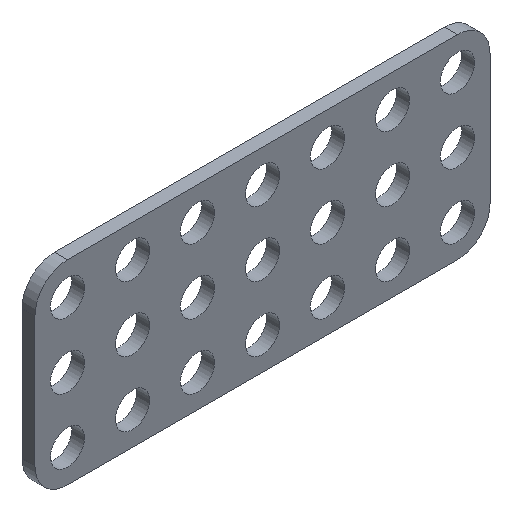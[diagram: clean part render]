
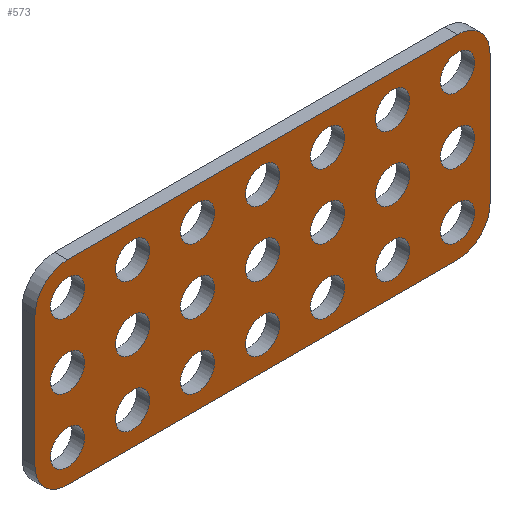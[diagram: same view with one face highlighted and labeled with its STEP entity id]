
A CAD part, isometric view. The second image highlights one B-rep face of the part: STEP entity #573.
In plain terms, the highlighted planar face has unit normal (0, -1, 0).
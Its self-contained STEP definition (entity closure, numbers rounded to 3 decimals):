
#61=FACE_BOUND('',#157,.T.);
#62=FACE_BOUND('',#158,.T.);
#63=FACE_BOUND('',#159,.T.);
#64=FACE_BOUND('',#160,.T.);
#65=FACE_BOUND('',#161,.T.);
#66=FACE_BOUND('',#162,.T.);
#67=FACE_BOUND('',#163,.T.);
#68=FACE_BOUND('',#164,.T.);
#69=FACE_BOUND('',#165,.T.);
#70=FACE_BOUND('',#166,.T.);
#71=FACE_BOUND('',#167,.T.);
#72=FACE_BOUND('',#168,.T.);
#73=FACE_BOUND('',#169,.T.);
#74=FACE_BOUND('',#170,.T.);
#75=FACE_BOUND('',#171,.T.);
#76=FACE_BOUND('',#172,.T.);
#77=FACE_BOUND('',#173,.T.);
#78=FACE_BOUND('',#174,.T.);
#79=FACE_BOUND('',#175,.T.);
#80=FACE_BOUND('',#176,.T.);
#81=FACE_BOUND('',#177,.T.);
#104=FACE_OUTER_BOUND('',#156,.T.);
#156=EDGE_LOOP('',(#463,#464,#465,#466,#467,#468,#469,#470));
#157=EDGE_LOOP('',(#471));
#158=EDGE_LOOP('',(#472));
#159=EDGE_LOOP('',(#473));
#160=EDGE_LOOP('',(#474));
#161=EDGE_LOOP('',(#475));
#162=EDGE_LOOP('',(#476));
#163=EDGE_LOOP('',(#477));
#164=EDGE_LOOP('',(#478));
#165=EDGE_LOOP('',(#479));
#166=EDGE_LOOP('',(#480));
#167=EDGE_LOOP('',(#481));
#168=EDGE_LOOP('',(#482));
#169=EDGE_LOOP('',(#483));
#170=EDGE_LOOP('',(#484));
#171=EDGE_LOOP('',(#485));
#172=EDGE_LOOP('',(#486));
#173=EDGE_LOOP('',(#487));
#174=EDGE_LOOP('',(#488));
#175=EDGE_LOOP('',(#489));
#176=EDGE_LOOP('',(#490));
#177=EDGE_LOOP('',(#491));
#232=LINE('',#931,#248);
#233=LINE('',#935,#249);
#234=LINE('',#939,#250);
#235=LINE('',#942,#251);
#248=VECTOR('',#748,16.);
#249=VECTOR('',#751,48.);
#250=VECTOR('',#754,16.);
#251=VECTOR('',#757,48.);
#285=CIRCLE('',#632,4.);
#286=CIRCLE('',#633,4.);
#287=CIRCLE('',#634,4.);
#288=CIRCLE('',#635,4.);
#289=CIRCLE('',#636,2.1);
#290=CIRCLE('',#637,2.1);
#291=CIRCLE('',#638,2.1);
#292=CIRCLE('',#639,2.1);
#293=CIRCLE('',#640,2.1);
#294=CIRCLE('',#641,2.1);
#295=CIRCLE('',#642,2.1);
#296=CIRCLE('',#643,2.1);
#297=CIRCLE('',#644,2.1);
#298=CIRCLE('',#645,2.1);
#299=CIRCLE('',#646,2.1);
#300=CIRCLE('',#647,2.1);
#301=CIRCLE('',#648,2.1);
#302=CIRCLE('',#649,2.1);
#303=CIRCLE('',#650,2.1);
#304=CIRCLE('',#651,2.1);
#305=CIRCLE('',#652,2.1);
#306=CIRCLE('',#653,2.1);
#307=CIRCLE('',#654,2.1);
#308=CIRCLE('',#655,2.1);
#309=CIRCLE('',#656,2.1);
#339=VERTEX_POINT('',#927);
#340=VERTEX_POINT('',#928);
#341=VERTEX_POINT('',#930);
#342=VERTEX_POINT('',#932);
#343=VERTEX_POINT('',#934);
#344=VERTEX_POINT('',#936);
#345=VERTEX_POINT('',#938);
#346=VERTEX_POINT('',#940);
#347=VERTEX_POINT('',#943);
#348=VERTEX_POINT('',#945);
#349=VERTEX_POINT('',#947);
#350=VERTEX_POINT('',#949);
#351=VERTEX_POINT('',#951);
#352=VERTEX_POINT('',#953);
#353=VERTEX_POINT('',#955);
#354=VERTEX_POINT('',#957);
#355=VERTEX_POINT('',#959);
#356=VERTEX_POINT('',#961);
#357=VERTEX_POINT('',#963);
#358=VERTEX_POINT('',#965);
#359=VERTEX_POINT('',#967);
#360=VERTEX_POINT('',#969);
#361=VERTEX_POINT('',#971);
#362=VERTEX_POINT('',#973);
#363=VERTEX_POINT('',#975);
#364=VERTEX_POINT('',#977);
#365=VERTEX_POINT('',#979);
#366=VERTEX_POINT('',#981);
#367=VERTEX_POINT('',#983);
#397=EDGE_CURVE('',#339,#340,#285,.T.);
#398=EDGE_CURVE('',#340,#341,#232,.T.);
#399=EDGE_CURVE('',#341,#342,#286,.T.);
#400=EDGE_CURVE('',#342,#343,#233,.T.);
#401=EDGE_CURVE('',#343,#344,#287,.T.);
#402=EDGE_CURVE('',#344,#345,#234,.T.);
#403=EDGE_CURVE('',#345,#346,#288,.T.);
#404=EDGE_CURVE('',#346,#339,#235,.T.);
#405=EDGE_CURVE('',#347,#347,#289,.T.);
#406=EDGE_CURVE('',#348,#348,#290,.T.);
#407=EDGE_CURVE('',#349,#349,#291,.T.);
#408=EDGE_CURVE('',#350,#350,#292,.T.);
#409=EDGE_CURVE('',#351,#351,#293,.T.);
#410=EDGE_CURVE('',#352,#352,#294,.T.);
#411=EDGE_CURVE('',#353,#353,#295,.T.);
#412=EDGE_CURVE('',#354,#354,#296,.T.);
#413=EDGE_CURVE('',#355,#355,#297,.T.);
#414=EDGE_CURVE('',#356,#356,#298,.T.);
#415=EDGE_CURVE('',#357,#357,#299,.T.);
#416=EDGE_CURVE('',#358,#358,#300,.T.);
#417=EDGE_CURVE('',#359,#359,#301,.T.);
#418=EDGE_CURVE('',#360,#360,#302,.T.);
#419=EDGE_CURVE('',#361,#361,#303,.T.);
#420=EDGE_CURVE('',#362,#362,#304,.T.);
#421=EDGE_CURVE('',#363,#363,#305,.T.);
#422=EDGE_CURVE('',#364,#364,#306,.T.);
#423=EDGE_CURVE('',#365,#365,#307,.T.);
#424=EDGE_CURVE('',#366,#366,#308,.T.);
#425=EDGE_CURVE('',#367,#367,#309,.T.);
#463=ORIENTED_EDGE('',*,*,#397,.T.);
#464=ORIENTED_EDGE('',*,*,#398,.T.);
#465=ORIENTED_EDGE('',*,*,#399,.T.);
#466=ORIENTED_EDGE('',*,*,#400,.T.);
#467=ORIENTED_EDGE('',*,*,#401,.T.);
#468=ORIENTED_EDGE('',*,*,#402,.T.);
#469=ORIENTED_EDGE('',*,*,#403,.T.);
#470=ORIENTED_EDGE('',*,*,#404,.T.);
#471=ORIENTED_EDGE('',*,*,#405,.F.);
#472=ORIENTED_EDGE('',*,*,#406,.F.);
#473=ORIENTED_EDGE('',*,*,#407,.F.);
#474=ORIENTED_EDGE('',*,*,#408,.F.);
#475=ORIENTED_EDGE('',*,*,#409,.F.);
#476=ORIENTED_EDGE('',*,*,#410,.F.);
#477=ORIENTED_EDGE('',*,*,#411,.F.);
#478=ORIENTED_EDGE('',*,*,#412,.F.);
#479=ORIENTED_EDGE('',*,*,#413,.F.);
#480=ORIENTED_EDGE('',*,*,#414,.F.);
#481=ORIENTED_EDGE('',*,*,#415,.F.);
#482=ORIENTED_EDGE('',*,*,#416,.F.);
#483=ORIENTED_EDGE('',*,*,#417,.F.);
#484=ORIENTED_EDGE('',*,*,#418,.F.);
#485=ORIENTED_EDGE('',*,*,#419,.F.);
#486=ORIENTED_EDGE('',*,*,#420,.F.);
#487=ORIENTED_EDGE('',*,*,#421,.F.);
#488=ORIENTED_EDGE('',*,*,#422,.F.);
#489=ORIENTED_EDGE('',*,*,#423,.F.);
#490=ORIENTED_EDGE('',*,*,#424,.F.);
#491=ORIENTED_EDGE('',*,*,#425,.F.);
#567=PLANE('',#631);
#573=ADVANCED_FACE('',(#104,#61,#62,#63,#64,#65,#66,#67,#68,#69,#70,#71,
#72,#73,#74,#75,#76,#77,#78,#79,#80,#81),#567,.F.);
#631=AXIS2_PLACEMENT_3D('',#926,#744,#745);
#632=AXIS2_PLACEMENT_3D('',#929,#746,#747);
#633=AXIS2_PLACEMENT_3D('',#933,#749,#750);
#634=AXIS2_PLACEMENT_3D('',#937,#752,#753);
#635=AXIS2_PLACEMENT_3D('',#941,#755,#756);
#636=AXIS2_PLACEMENT_3D('',#944,#758,#759);
#637=AXIS2_PLACEMENT_3D('',#946,#760,#761);
#638=AXIS2_PLACEMENT_3D('',#948,#762,#763);
#639=AXIS2_PLACEMENT_3D('',#950,#764,#765);
#640=AXIS2_PLACEMENT_3D('',#952,#766,#767);
#641=AXIS2_PLACEMENT_3D('',#954,#768,#769);
#642=AXIS2_PLACEMENT_3D('',#956,#770,#771);
#643=AXIS2_PLACEMENT_3D('',#958,#772,#773);
#644=AXIS2_PLACEMENT_3D('',#960,#774,#775);
#645=AXIS2_PLACEMENT_3D('',#962,#776,#777);
#646=AXIS2_PLACEMENT_3D('',#964,#778,#779);
#647=AXIS2_PLACEMENT_3D('',#966,#780,#781);
#648=AXIS2_PLACEMENT_3D('',#968,#782,#783);
#649=AXIS2_PLACEMENT_3D('',#970,#784,#785);
#650=AXIS2_PLACEMENT_3D('',#972,#786,#787);
#651=AXIS2_PLACEMENT_3D('',#974,#788,#789);
#652=AXIS2_PLACEMENT_3D('',#976,#790,#791);
#653=AXIS2_PLACEMENT_3D('',#978,#792,#793);
#654=AXIS2_PLACEMENT_3D('',#980,#794,#795);
#655=AXIS2_PLACEMENT_3D('',#982,#796,#797);
#656=AXIS2_PLACEMENT_3D('',#984,#798,#799);
#744=DIRECTION('center_axis',(0.,1.,0.));
#745=DIRECTION('ref_axis',(0.,0.,1.));
#746=DIRECTION('center_axis',(0.,-1.,0.));
#747=DIRECTION('ref_axis',(0.,0.,-1.));
#748=DIRECTION('',(0.,0.,1.));
#749=DIRECTION('center_axis',(0.,-1.,0.));
#750=DIRECTION('ref_axis',(1.,0.,0.));
#751=DIRECTION('',(-1.,0.,0.));
#752=DIRECTION('center_axis',(0.,-1.,0.));
#753=DIRECTION('ref_axis',(0.,0.,1.));
#754=DIRECTION('',(0.,0.,-1.));
#755=DIRECTION('center_axis',(0.,-1.,0.));
#756=DIRECTION('ref_axis',(-1.,0.,0.));
#757=DIRECTION('',(1.,0.,0.));
#758=DIRECTION('center_axis',(0.,-1.,0.));
#759=DIRECTION('ref_axis',(1.,0.,0.));
#760=DIRECTION('center_axis',(0.,-1.,0.));
#761=DIRECTION('ref_axis',(1.,0.,0.));
#762=DIRECTION('center_axis',(0.,-1.,0.));
#763=DIRECTION('ref_axis',(1.,0.,0.));
#764=DIRECTION('center_axis',(0.,-1.,0.));
#765=DIRECTION('ref_axis',(1.,0.,0.));
#766=DIRECTION('center_axis',(0.,-1.,0.));
#767=DIRECTION('ref_axis',(1.,0.,0.));
#768=DIRECTION('center_axis',(0.,-1.,0.));
#769=DIRECTION('ref_axis',(1.,0.,0.));
#770=DIRECTION('center_axis',(0.,-1.,0.));
#771=DIRECTION('ref_axis',(1.,0.,0.));
#772=DIRECTION('center_axis',(0.,-1.,0.));
#773=DIRECTION('ref_axis',(1.,0.,0.));
#774=DIRECTION('center_axis',(0.,-1.,0.));
#775=DIRECTION('ref_axis',(1.,0.,0.));
#776=DIRECTION('center_axis',(0.,-1.,0.));
#777=DIRECTION('ref_axis',(1.,0.,0.));
#778=DIRECTION('center_axis',(0.,-1.,0.));
#779=DIRECTION('ref_axis',(1.,0.,0.));
#780=DIRECTION('center_axis',(0.,-1.,0.));
#781=DIRECTION('ref_axis',(1.,0.,0.));
#782=DIRECTION('center_axis',(0.,-1.,0.));
#783=DIRECTION('ref_axis',(1.,0.,0.));
#784=DIRECTION('center_axis',(0.,-1.,0.));
#785=DIRECTION('ref_axis',(1.,0.,0.));
#786=DIRECTION('center_axis',(0.,-1.,0.));
#787=DIRECTION('ref_axis',(1.,0.,0.));
#788=DIRECTION('center_axis',(0.,-1.,0.));
#789=DIRECTION('ref_axis',(1.,0.,0.));
#790=DIRECTION('center_axis',(0.,-1.,0.));
#791=DIRECTION('ref_axis',(1.,0.,0.));
#792=DIRECTION('center_axis',(0.,-1.,0.));
#793=DIRECTION('ref_axis',(1.,0.,0.));
#794=DIRECTION('center_axis',(0.,-1.,0.));
#795=DIRECTION('ref_axis',(1.,0.,0.));
#796=DIRECTION('center_axis',(0.,-1.,0.));
#797=DIRECTION('ref_axis',(1.,0.,0.));
#798=DIRECTION('center_axis',(0.,-1.,0.));
#799=DIRECTION('ref_axis',(1.,0.,0.));
#926=CARTESIAN_POINT('Origin',(0.,-1.6,0.));
#927=CARTESIAN_POINT('',(24.,-1.6,-12.));
#928=CARTESIAN_POINT('',(28.,-1.6,-8.));
#929=CARTESIAN_POINT('Origin',(24.,-1.6,-8.));
#930=CARTESIAN_POINT('',(28.,-1.6,8.));
#931=CARTESIAN_POINT('',(28.,-1.6,-8.));
#932=CARTESIAN_POINT('',(24.,-1.6,12.));
#933=CARTESIAN_POINT('Origin',(24.,-1.6,8.));
#934=CARTESIAN_POINT('',(-24.,-1.6,12.));
#935=CARTESIAN_POINT('',(24.,-1.6,12.));
#936=CARTESIAN_POINT('',(-28.,-1.6,8.));
#937=CARTESIAN_POINT('Origin',(-24.,-1.6,8.));
#938=CARTESIAN_POINT('',(-28.,-1.6,-8.));
#939=CARTESIAN_POINT('',(-28.,-1.6,8.));
#940=CARTESIAN_POINT('',(-24.,-1.6,-12.));
#941=CARTESIAN_POINT('Origin',(-24.,-1.6,-8.));
#942=CARTESIAN_POINT('',(-24.,-1.6,-12.));
#943=CARTESIAN_POINT('',(26.1,-1.6,8.));
#944=CARTESIAN_POINT('Origin',(24.,-1.6,8.));
#945=CARTESIAN_POINT('',(18.1,-1.6,8.));
#946=CARTESIAN_POINT('Origin',(16.,-1.6,8.));
#947=CARTESIAN_POINT('',(10.1,-1.6,8.));
#948=CARTESIAN_POINT('Origin',(8.,-1.6,8.));
#949=CARTESIAN_POINT('',(2.1,-1.6,8.));
#950=CARTESIAN_POINT('Origin',(0.,-1.6,8.));
#951=CARTESIAN_POINT('',(-5.9,-1.6,8.));
#952=CARTESIAN_POINT('Origin',(-8.,-1.6,8.));
#953=CARTESIAN_POINT('',(-13.9,-1.6,8.));
#954=CARTESIAN_POINT('Origin',(-16.,-1.6,8.));
#955=CARTESIAN_POINT('',(-21.9,-1.6,8.));
#956=CARTESIAN_POINT('Origin',(-24.,-1.6,8.));
#957=CARTESIAN_POINT('',(26.1,-1.6,0.));
#958=CARTESIAN_POINT('Origin',(24.,-1.6,0.));
#959=CARTESIAN_POINT('',(18.1,-1.6,0.));
#960=CARTESIAN_POINT('Origin',(16.,-1.6,0.));
#961=CARTESIAN_POINT('',(10.1,-1.6,0.));
#962=CARTESIAN_POINT('Origin',(8.,-1.6,0.));
#963=CARTESIAN_POINT('',(2.1,-1.6,0.));
#964=CARTESIAN_POINT('Origin',(0.,-1.6,0.));
#965=CARTESIAN_POINT('',(-5.9,-1.6,0.));
#966=CARTESIAN_POINT('Origin',(-8.,-1.6,0.));
#967=CARTESIAN_POINT('',(-13.9,-1.6,0.));
#968=CARTESIAN_POINT('Origin',(-16.,-1.6,0.));
#969=CARTESIAN_POINT('',(-21.9,-1.6,0.));
#970=CARTESIAN_POINT('Origin',(-24.,-1.6,0.));
#971=CARTESIAN_POINT('',(26.1,-1.6,-8.));
#972=CARTESIAN_POINT('Origin',(24.,-1.6,-8.));
#973=CARTESIAN_POINT('',(18.1,-1.6,-8.));
#974=CARTESIAN_POINT('Origin',(16.,-1.6,-8.));
#975=CARTESIAN_POINT('',(10.1,-1.6,-8.));
#976=CARTESIAN_POINT('Origin',(8.,-1.6,-8.));
#977=CARTESIAN_POINT('',(2.1,-1.6,-8.));
#978=CARTESIAN_POINT('Origin',(0.,-1.6,-8.));
#979=CARTESIAN_POINT('',(-5.9,-1.6,-8.));
#980=CARTESIAN_POINT('Origin',(-8.,-1.6,-8.));
#981=CARTESIAN_POINT('',(-13.9,-1.6,-8.));
#982=CARTESIAN_POINT('Origin',(-16.,-1.6,-8.));
#983=CARTESIAN_POINT('',(-21.9,-1.6,-8.));
#984=CARTESIAN_POINT('Origin',(-24.,-1.6,-8.));
